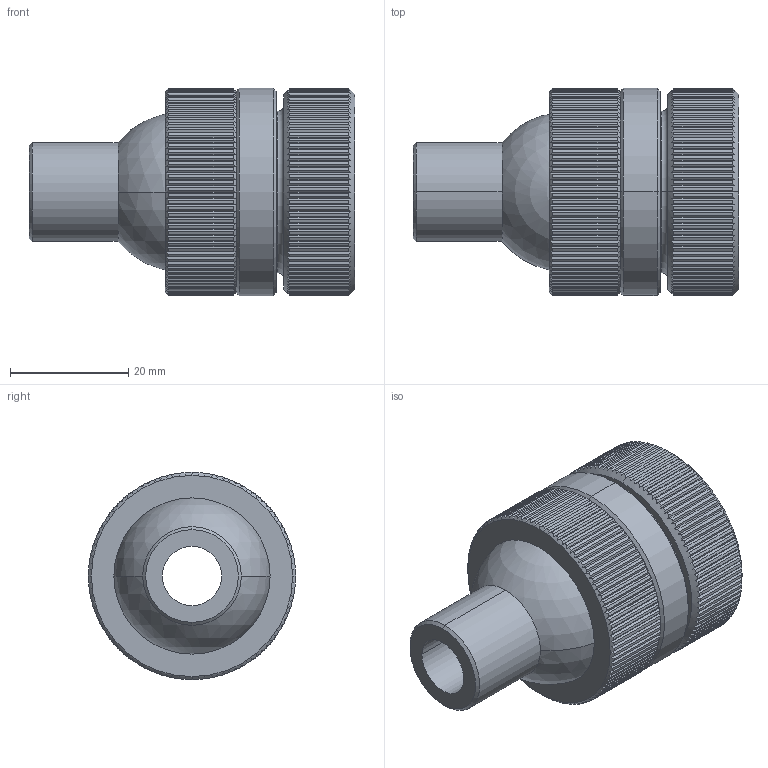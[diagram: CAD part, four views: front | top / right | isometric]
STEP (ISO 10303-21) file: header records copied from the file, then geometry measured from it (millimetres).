
FILE_DESCRIPTION (( 'STEP AP203' ), '1' );
FILE_NAME ('UJ40.STEP', '2017-11-14T09:50:19', ( '' ), ( '' ), 'SwSTEP 2.0', 'SolidWorks 2017', '' );
FILE_SCHEMA (( 'CONFIG_CONTROL_DESIGN' ));
Length unit declared in the file: millimetre
Products named in the file (4): AMSK243-1; AMSK243-3; AMSK243-2; UJ40
Assembly tree (3 placements, depth 2):
  UJ40
    AMSK243-3
    AMSK243-2
    AMSK243-1
Bounding box: 55 x 35 x 35 mm (x, y, z)
Volume: 29681.9 mm3; surface area: 14787.5 mm2
Topology: 3 solids, 3 shells, 659 faces, 1923 edges, 1271 vertices
Faces by surface type: plane 409, cylinder 220, cone 24, sphere 4, torus 2
Entity records: 22956 total; most frequent: CARTESIAN_POINT 6251, ORIENTED_EDGE 3836, DIRECTION 2922, EDGE_CURVE 1918, VERTEX_POINT 1268, AXIS2_PLACEMENT_3D 1139, B_SPLINE_CURVE_WITH_KNOTS 800, EDGE_LOOP 668
